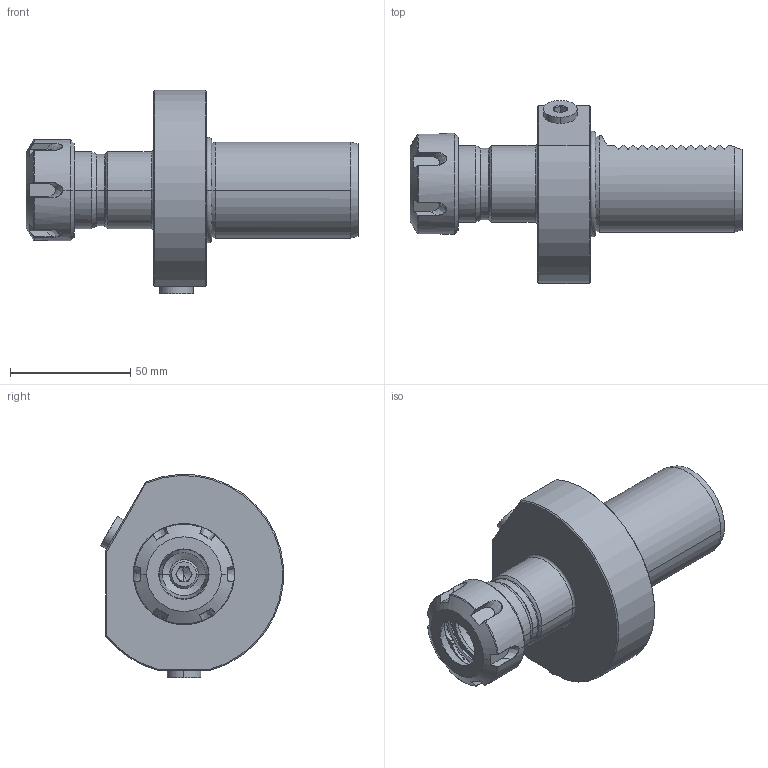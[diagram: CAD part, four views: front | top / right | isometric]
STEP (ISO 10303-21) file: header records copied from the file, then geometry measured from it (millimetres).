
FILE_DESCRIPTION((''),'2;1');
FILE_NAME('223040220_SW0001','2017-09-12T',('czauner'),(''),'PRO/ENGINEER BY PARAMETRIC TECHNOLOGY CORPORATION, 2011040','PRO/ENGINEER BY PARAMETRIC TECHNOLOGY CORPORATION, 2011040','');
FILE_SCHEMA(('AUTOMOTIVE_DESIGN { 1 2 10303 214 0 1 1 1 }'));
Length unit declared in the file: millimetre
Products named in the file (1): 223040220_SW0001
Bounding box: 138 x 76.06 x 84.44 mm (x, y, z)
Volume: 207049.7 mm3; surface area: 39420 mm2
Topology: 2 solids, 2 shells, 319 faces, 789 edges, 483 vertices
Faces by surface type: plane 121, cylinder 79, cone 57, bspline 34, torus 24, revolution 4
Entity records: 14910 total; most frequent: CARTESIAN_POINT 5488, ORIENTED_EDGE 1558, DIRECTION 1314, EDGE_CURVE 779, AXIS2_PLACEMENT_3D 498, VERTEX_POINT 483, EDGE_LOOP 342, FILL_AREA_STYLE_COLOUR 323
